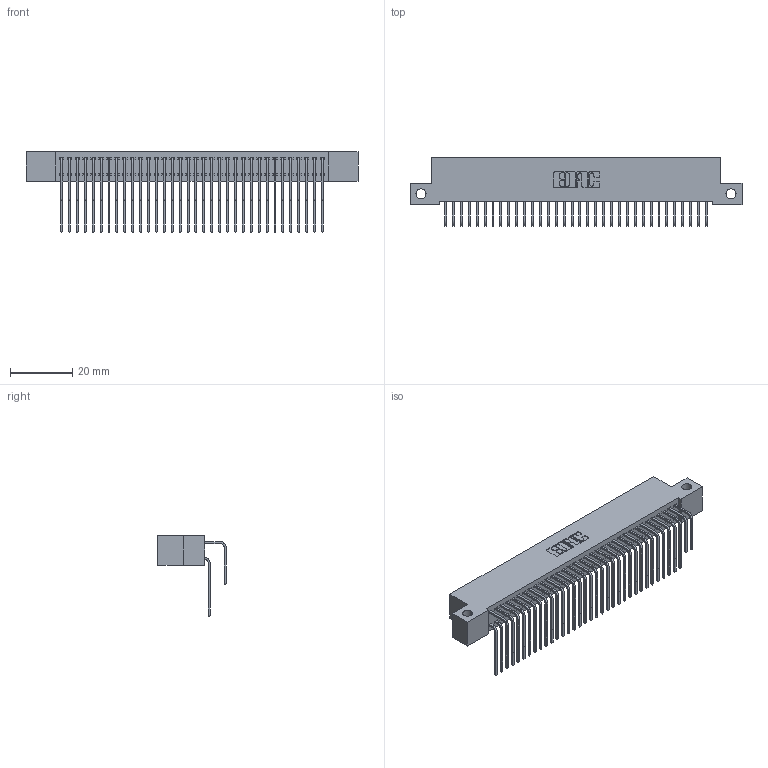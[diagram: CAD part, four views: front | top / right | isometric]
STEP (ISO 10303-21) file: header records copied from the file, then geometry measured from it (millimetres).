
FILE_DESCRIPTION (( 'STEP AP203' ), '1' );
FILE_NAME ('342-068-558-212.STEP', '2019-10-03T15:42:50', ( '' ), ( '' ), 'SwSTEP 2.0', 'SolidWorks 2016', '' );
FILE_SCHEMA (( 'CONFIG_CONTROL_DESIGN' ));
Length unit declared in the file: inch
Products named in the file (4): 345-292-001_558 559 Tail - 1; 345-292-001_558 Tail - 2; 342-068-558-212; 342 Part_Side Mount
Assembly tree (69 placements, depth 2):
  342-068-558-212
    342 Part_Side Mount
    345-292-001_558 559 Tail - 1  x34
    345-292-001_558 Tail - 2  x34
Bounding box: 106.68 x 21.91 x 25.78 mm (x, y, z)
Volume: 9865.7 mm3; surface area: 17476.4 mm2
Topology: 69 solids, 69 shells, 3782 faces, 11247 edges, 7406 vertices
Faces by surface type: plane 2650, cylinder 1132
Entity records: 24563 total; most frequent: CARTESIAN_POINT 4129, ORIENTED_EDGE 4014, DIRECTION 3523, EDGE_CURVE 2007, LINE 1839, VECTOR 1839, VERTEX_POINT 1334, AXIS2_PLACEMENT_3D 842
